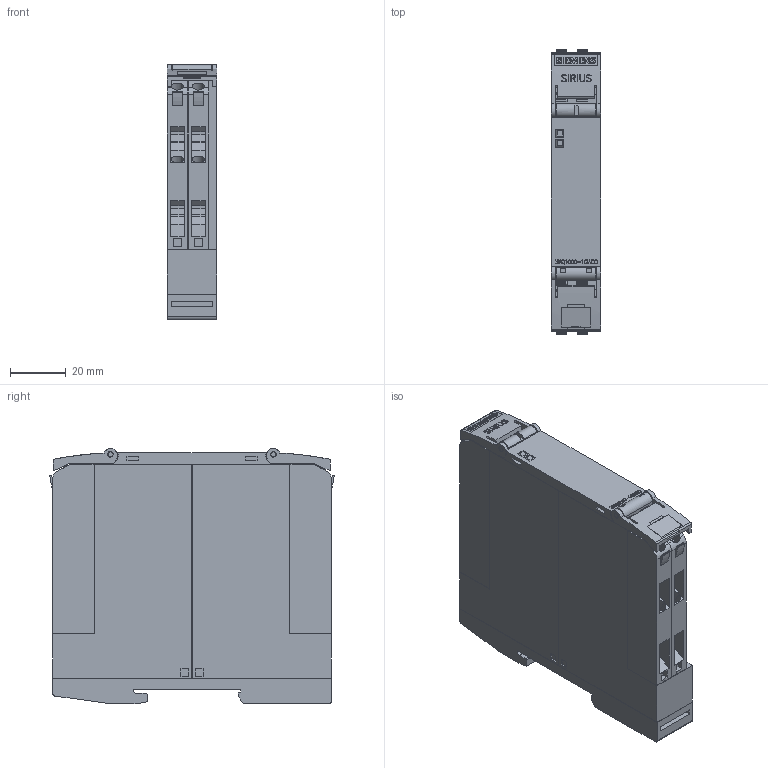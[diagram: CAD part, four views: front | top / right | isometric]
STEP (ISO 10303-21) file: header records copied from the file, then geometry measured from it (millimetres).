
FILE_DESCRIPTION(('STEP AP214'),'1');
FILE_NAME('cctmp_E890D93A-4C83-466B-9A77-E6043EFFB594_2023_07_21_09_54_47_0268..stp','2023-07-21T07:54:48',('SIEMENS A&D'),('CADClick - www.CADClick.com'),'Spatial InterOp 3D postprocessed',' ','unknown authorization');
FILE_SCHEMA(('AUTOMOTIVE_DESIGN'));
Length unit declared in the file: millimetre
Products named in the file (1): 2023_07_21_09_54_47_0212
Bounding box: 17.85 x 101.9 x 91.42 mm (x, y, z)
Volume: 140400.9 mm3; surface area: 43314.3 mm2
Topology: 1 solids, 1 shells, 1423 faces, 3967 edges, 2634 vertices
Faces by surface type: plane 1152, cylinder 231, cone 24, torus 16
Entity records: 50447 total; most frequent: CARTESIAN_POINT 9099, ORIENTED_EDGE 7926, DIRECTION 7334, EDGE_CURVE 3963, LINE 3224, VECTOR 3224, VERTEX_POINT 2634, AXIS2_PLACEMENT_3D 2055
